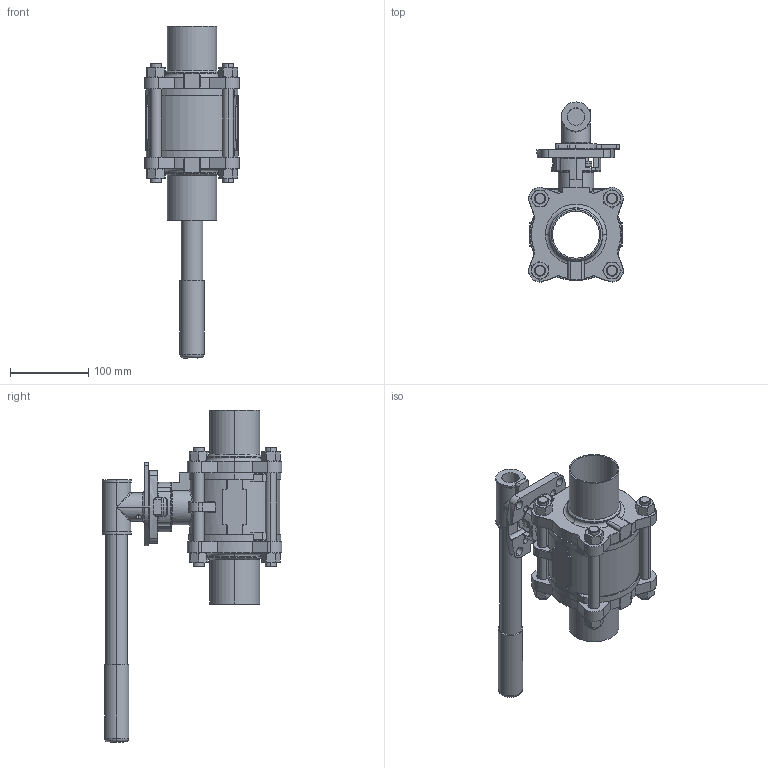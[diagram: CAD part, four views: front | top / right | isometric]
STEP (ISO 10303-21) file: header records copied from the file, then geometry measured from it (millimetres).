
FILE_DESCRIPTION (( 'STEP AP203' ), '1' );
FILE_NAME ('77-DA-0250-PXX.STEP', '2011-12-19T21:16:03', ( 'david-office' ), ( 'A-T Controls, Inc' ), 'SwSTEP 2.0', 'SolidWorks 2011', '' );
FILE_SCHEMA (( 'CONFIG_CONTROL_DESIGN' ));
Length unit declared in the file: inch
Products named in the file (9): 77-XX-0250-XXX BODY; 77-DA-0250-XXX TUBE END; 77-XX-0250-XXX TIE ROD; B18.2.4.1M - Hex nut, Style 1,  M14 x 2 --D-N_B18.2.4.1M - Hex nut, Style 1,  M14 x 2 --D-N; 77-XX-0250-XXX STEM; M22 Jamnut; M22_FlatWasher; 77-XX-0250-XXX HANDLE; 77-DA-0250-PXX
Assembly tree (20 placements, depth 2):
  77-DA-0250-PXX
    M22_FlatWasher  x2
    B18.2.4.1M - Hex nut, Style 1,  M14 x 2 --D-N_B18.2.4.1M - Hex nut, Style 1,  M14 x 2 --D-N  x8
    77-XX-0250-XXX STEM
    77-DA-0250-XXX TUBE END  x2
    77-XX-0250-XXX TIE ROD  x4
    77-XX-0250-XXX BODY
    77-XX-0250-XXX HANDLE
    M22 Jamnut
Bounding box: 120.74 x 229.7 x 423.79 mm (x, y, z)
Volume: 1223887.5 mm3; surface area: 346702 mm2
Topology: 20 solids, 20 shells, 997 faces, 2417 edges, 1444 vertices
Faces by surface type: cylinder 368, plane 268, cone 148, torus 140, bspline 65, sphere 8
Entity records: 24263 total; most frequent: CARTESIAN_POINT 7286, DIRECTION 3405, ORIENTED_EDGE 3296, EDGE_CURVE 1648, AXIS2_PLACEMENT_3D 1375, VERTEX_POINT 1008, CIRCLE 751, EDGE_LOOP 706
